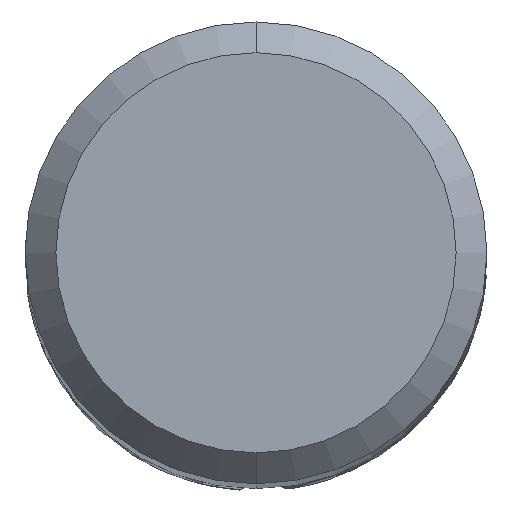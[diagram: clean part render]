
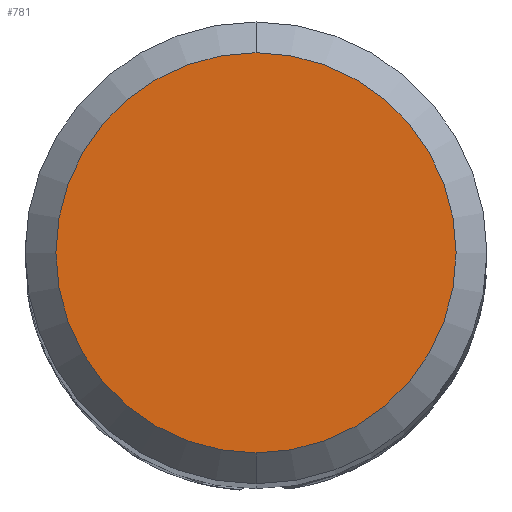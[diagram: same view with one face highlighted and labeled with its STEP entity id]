
A CAD part, top view. The second image highlights one B-rep face of the part: STEP entity #781.
In plain terms, the highlighted planar face has unit normal (0, 0, 1).
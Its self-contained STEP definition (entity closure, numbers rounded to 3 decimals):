
#781=ADVANCED_FACE('',(#2220),#2221,.T.);
#1163=EDGE_CURVE('',#1457,#1771,#2630,.T.);
#1457=VERTEX_POINT('',#2955);
#1771=VERTEX_POINT('',#3294);
#1817=EDGE_CURVE('',#1771,#1457,#3341,.T.);
#2220=FACE_OUTER_BOUND('',#4183,.T.);
#2221=PLANE('',#4184);
#2630=CIRCLE('',#6485,2.6);
#2955=CARTESIAN_POINT('',(0.0,2.6,0.0));
#3294=CARTESIAN_POINT('',(0.,-2.6,0.0));
#3341=CIRCLE('',#10227,2.6);
#4183=EDGE_LOOP('',(#12179,#12180));
#4184=AXIS2_PLACEMENT_3D('',#12181,#12182,#12183);
#6485=AXIS2_PLACEMENT_3D('',#12543,#12544,#12545);
#10227=AXIS2_PLACEMENT_3D('',#13279,#13280,#13281);
#12179=ORIENTED_EDGE('',*,*,#1163,.F.);
#12180=ORIENTED_EDGE('',*,*,#1817,.F.);
#12181=CARTESIAN_POINT('',(0.0,1.3,0.0));
#12182=DIRECTION('',(-0.0,0.0,1.0));
#12183=DIRECTION('',(0.0,-1.0,0.0));
#12543=CARTESIAN_POINT('',(0.0,0.0,0.0));
#12544=DIRECTION('',(0.0,0.0,-1.0));
#12545=DIRECTION('',(0.0,1.0,0.0));
#13279=CARTESIAN_POINT('',(0.0,0.0,0.0));
#13280=DIRECTION('',(0.0,0.0,-1.0));
#13281=DIRECTION('',(0.0,1.0,0.0));
